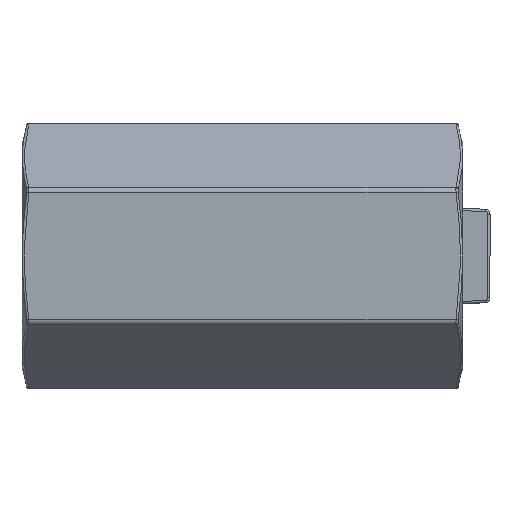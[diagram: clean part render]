
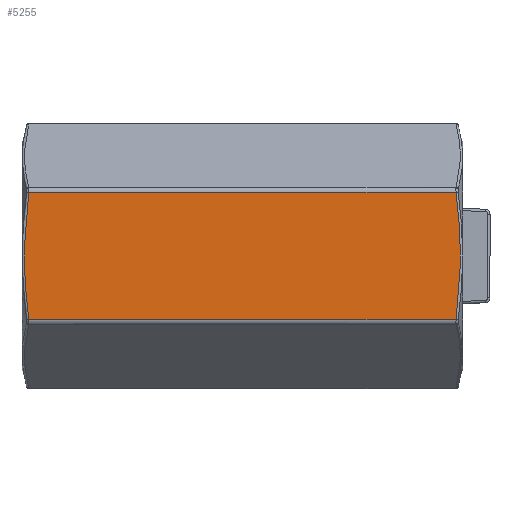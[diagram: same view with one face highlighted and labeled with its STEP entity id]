
A CAD part, front view. The second image highlights one B-rep face of the part: STEP entity #5255.
In plain terms, the highlighted planar face has unit normal (0, -1, 0).
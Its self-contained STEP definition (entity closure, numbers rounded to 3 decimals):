
#278 = CARTESIAN_POINT ( 'NONE',  ( 20., -10.5, 5.774 ) ) ;
#807 = VERTEX_POINT ( 'NONE', #3709 ) ;
#894 = CARTESIAN_POINT ( 'NONE',  ( -19.515, -10.5, 4.811 ) ) ;
#914 = CARTESIAN_POINT ( 'NONE',  ( 20., -10.5, 6.062 ) ) ;
#1770 = B_SPLINE_CURVE_WITH_KNOTS ( 'NONE', 3,
 ( #17056, #16919, #20316, #2136, #17428, #5676, #8831, #5604, #2495 ),
 .UNSPECIFIED., .F., .F.,
 ( 4, 2, 1, 2, 4 ),
 ( 0., 0.003, 0.006, 0.009, 0.012 ),
 .UNSPECIFIED. ) ;
#1934 = DIRECTION ( 'NONE',  ( -1., 0., 0. ) ) ;
#2136 = CARTESIAN_POINT ( 'NONE',  ( 19.756, -10.5, -1.925 ) ) ;
#2306 = FACE_OUTER_BOUND ( 'NONE', #18012, .T. ) ;
#2495 = CARTESIAN_POINT ( 'NONE',  ( 19.389, -10.5, 5.774 ) ) ;
#3709 = CARTESIAN_POINT ( 'NONE',  ( -19.389, -10.5, -5.774 ) ) ;
#4081 = CARTESIAN_POINT ( 'NONE',  ( -19.389, -10.5, -5.774 ) ) ;
#4824 = DIRECTION ( 'NONE',  ( 0., 1., 0. ) ) ;
#5064 = VERTEX_POINT ( 'NONE', #19882 ) ;
#5255 = ADVANCED_FACE ( 'NONE', ( #2306 ), #16106, .F. ) ;
#5498 = EDGE_CURVE ( 'NONE', #9296, #807, #15876, .T. ) ;
#5604 = CARTESIAN_POINT ( 'NONE',  ( 19.515, -10.5, 4.811 ) ) ;
#5676 = CARTESIAN_POINT ( 'NONE',  ( 19.756, -10.5, 1.925 ) ) ;
#5889 = LINE ( 'NONE', #278, #7668 ) ;
#6161 = ORIENTED_EDGE ( 'NONE', *, *, #13087, .T. ) ;
#7668 = VECTOR ( 'NONE', #1934, 1000. ) ;
#8831 = CARTESIAN_POINT ( 'NONE',  ( 19.617, -10.5, 3.849 ) ) ;
#9029 = CARTESIAN_POINT ( 'NONE',  ( -19.617, -10.5, 3.849 ) ) ;
#9213 = VERTEX_POINT ( 'NONE', #19601 ) ;
#9296 = VERTEX_POINT ( 'NONE', #14736 ) ;
#10485 = CARTESIAN_POINT ( 'NONE',  ( 20., -10.5, -5.774 ) ) ;
#10497 = LINE ( 'NONE', #10485, #17811 ) ;
#10609 = CARTESIAN_POINT ( 'NONE',  ( -19.756, -10.5, -1.925 ) ) ;
#10685 = CARTESIAN_POINT ( 'NONE',  ( -19.515, -10.5, -4.811 ) ) ;
#11506 = EDGE_CURVE ( 'NONE', #9213, #9296, #5889, .T. ) ;
#11975 = ORIENTED_EDGE ( 'NONE', *, *, #5498, .T. ) ;
#12331 = AXIS2_PLACEMENT_3D ( 'NONE', #914, #4824, #16416 ) ;
#12516 = CARTESIAN_POINT ( 'NONE',  ( -19.617, -10.5, -3.849 ) ) ;
#13087 = EDGE_CURVE ( 'NONE', #807, #5064, #10497, .T. ) ;
#14344 = DIRECTION ( 'NONE',  ( 1., 0., 0. ) ) ;
#14647 = EDGE_CURVE ( 'NONE', #5064, #9213, #1770, .T. ) ;
#14736 = CARTESIAN_POINT ( 'NONE',  ( -19.389, -10.5, 5.774 ) ) ;
#15876 = B_SPLINE_CURVE_WITH_KNOTS ( 'NONE', 3,
 ( #19129, #894, #9029, #20588, #18849, #10609, #12516, #10685, #4081 ),
 .UNSPECIFIED., .F., .F.,
 ( 4, 2, 1, 2, 4 ),
 ( 0., 0.003, 0.006, 0.009, 0.012 ),
 .UNSPECIFIED. ) ;
#16106 = PLANE ( 'NONE',  #12331 ) ;
#16265 = ORIENTED_EDGE ( 'NONE', *, *, #14647, .T. ) ;
#16416 = DIRECTION ( 'NONE',  ( 0., 0., 1. ) ) ;
#16919 = CARTESIAN_POINT ( 'NONE',  ( 19.515, -10.5, -4.811 ) ) ;
#17056 = CARTESIAN_POINT ( 'NONE',  ( 19.389, -10.5, -5.774 ) ) ;
#17428 = CARTESIAN_POINT ( 'NONE',  ( 19.83, -10.5, 0. ) ) ;
#17811 = VECTOR ( 'NONE', #14344, 1000. ) ;
#17902 = ORIENTED_EDGE ( 'NONE', *, *, #11506, .T. ) ;
#18012 = EDGE_LOOP ( 'NONE', ( #6161, #16265, #17902, #11975 ) ) ;
#18849 = CARTESIAN_POINT ( 'NONE',  ( -19.83, -10.5, 0. ) ) ;
#19129 = CARTESIAN_POINT ( 'NONE',  ( -19.389, -10.5, 5.774 ) ) ;
#19601 = CARTESIAN_POINT ( 'NONE',  ( 19.389, -10.5, 5.774 ) ) ;
#19882 = CARTESIAN_POINT ( 'NONE',  ( 19.389, -10.5, -5.774 ) ) ;
#20316 = CARTESIAN_POINT ( 'NONE',  ( 19.617, -10.5, -3.849 ) ) ;
#20588 = CARTESIAN_POINT ( 'NONE',  ( -19.756, -10.5, 1.925 ) ) ;
